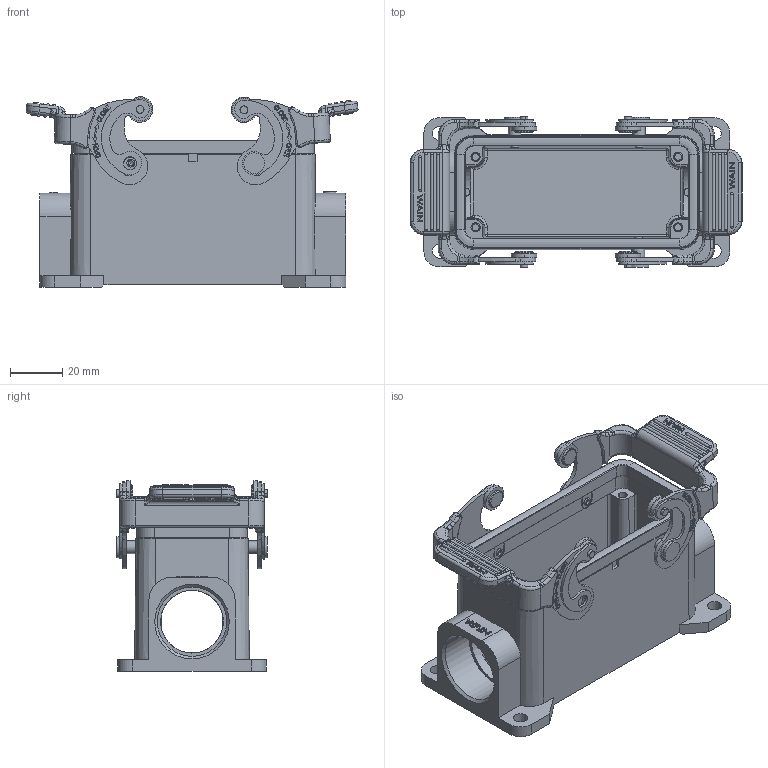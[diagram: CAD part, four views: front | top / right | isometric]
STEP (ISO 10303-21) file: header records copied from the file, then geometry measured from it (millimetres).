
FILE_DESCRIPTION(/* description */ (''),/* implementation_level */ '2;1');
FILE_NAME(/* name */ 'H16B-SF-2L.SC-PG21.stp',/* time_stamp */ '2023-09-05T08:55:59+08:00',/* author */ (''),/* organization */ (''),/* preprocessor_version */ 'ST-DEVELOPER v18.1',/* originating_system */ 'SIEMENS PLM Software NX 1980',/* authorisation */ '');
FILE_SCHEMA (('AUTOMOTIVE_DESIGN { 1 0 10303 214 3 1 1 1 }'));
Products named in the file (1): 1384114CB81Ahmi9
Bounding box: 127.01 x 57.9 x 72.94 mm (x, y, z)
Volume: 102383.3 mm3; surface area: 69140 mm2
Topology: 21 solids, 21 shells, 1698 faces, 4413 edges, 2823 vertices
Faces by surface type: plane 831, cylinder 536, torus 112, extrusion 78, bspline 62, cone 43, sphere 36
Full cylindrical faces by diameter (mm): 1.9 x3, 3 x7, 4.9 x3, 8 x3, 24 x2, 26.5 x2
Entity records: 66296 total; most frequent: CARTESIAN_POINT 20769, ORIENTED_EDGE 8634, DIRECTION 7783, EDGE_CURVE 4317, VERTEX_POINT 2817, AXIS2_PLACEMENT_3D 2715, VECTOR 2353, LINE 2275
